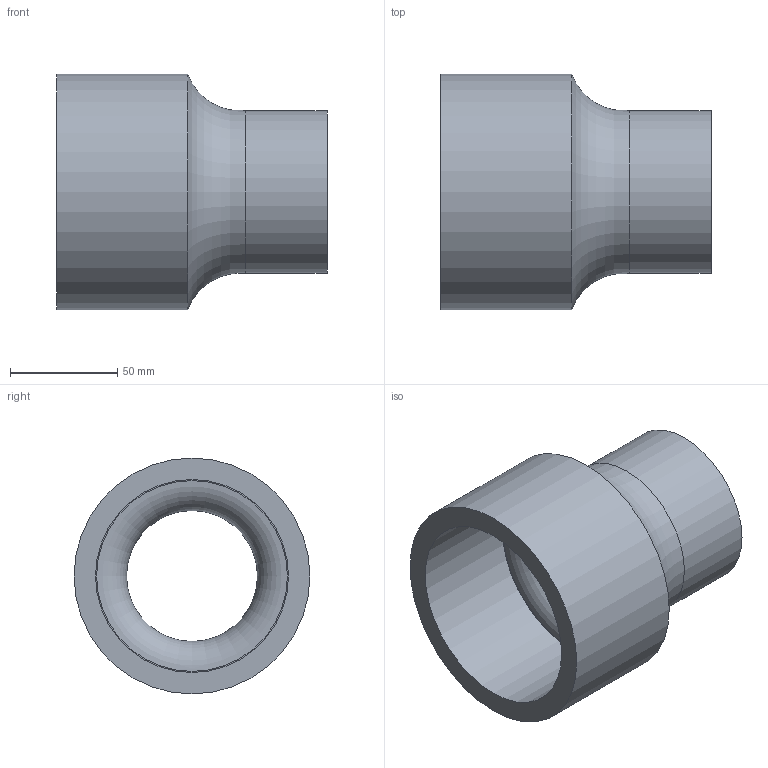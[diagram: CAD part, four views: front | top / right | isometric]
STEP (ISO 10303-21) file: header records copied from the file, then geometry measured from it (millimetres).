
FILE_DESCRIPTION(/* description */ (''),/* implementation_level */ '2;1');
FILE_NAME(/* name */ 'RIV110090063.ipt.stp',/* time_stamp */ '2014-05-27T15:25:09+02:00',/* author */ ('bfaro'),/* organization */ (''),/* preprocessor_version */ 'ST-DEVELOPER v15.2',/* originating_system */ 'Autodesk Inventor 2014',/* authorisation */ '');
FILE_SCHEMA (('AUTOMOTIVE_DESIGN { 1 0 10303 214 3 1 1 }'));
Length unit declared in the file: millimetre
Products named in the file (1): RIV110090063
Bounding box: 126 x 110 x 110 mm (x, y, z)
Volume: 344238.2 mm3; surface area: 75690 mm2
Topology: 1 solids, 1 shells, 11 faces, 20 edges, 13 vertices
Faces by surface type: cylinder 5, plane 4, torus 2
Full cylindrical faces by diameter (mm): 61 x1, 63 x1, 76 x1, 90 x1, 110 x1
Entity records: 249 total; most frequent: DIRECTION 46, CARTESIAN_POINT 34, AXIS2_PLACEMENT_3D 23, EDGE_LOOP 22, ORIENTED_EDGE 22, FACE_BOUND 12, CIRCLE 11, VERTEX_POINT 11
